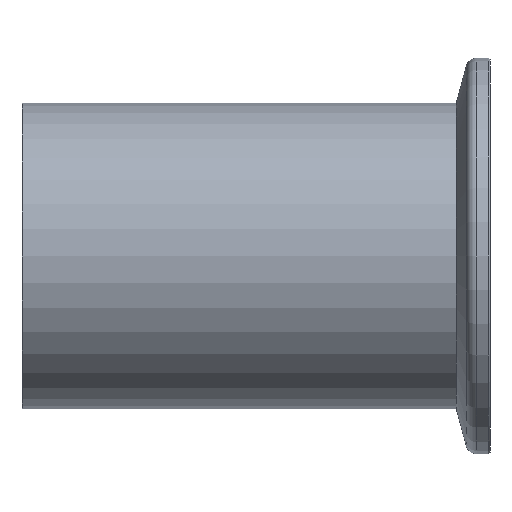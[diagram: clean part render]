
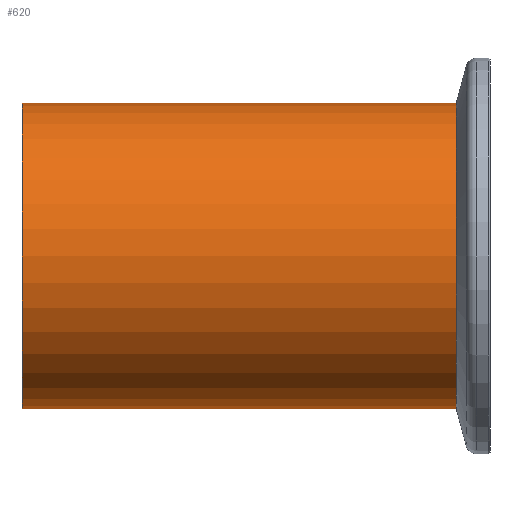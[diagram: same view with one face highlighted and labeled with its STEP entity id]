
A CAD part, front view. The second image highlights one B-rep face of the part: STEP entity #620.
In plain terms, the highlighted cylindrical face has radius 21.2 mm (diameter 42.4 mm), a partial arc.
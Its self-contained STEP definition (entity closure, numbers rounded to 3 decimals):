
#12 = DIRECTION ( 'NONE',  ( -1., 0., 0. ) ) ;
#13 = CARTESIAN_POINT ( 'NONE',  ( 30.75, 0., -21.2 ) ) ;
#14 = LINE ( 'NONE', #13, #736 ) ;
#39 = VERTEX_POINT ( 'NONE', #97 ) ;
#40 = DIRECTION ( 'NONE',  ( 0., 0., -1. ) ) ;
#42 = DIRECTION ( 'NONE',  ( 1., 0., 0. ) ) ;
#43 = DIRECTION ( 'NONE',  ( 0., 0., 1. ) ) ;
#45 = CARTESIAN_POINT ( 'NONE',  ( -30.75, 0., 0. ) ) ;
#48 = CARTESIAN_POINT ( 'NONE',  ( 30.75, 0., 0. ) ) ;
#51 = FACE_OUTER_BOUND ( 'NONE', #349, .T. ) ;
#53 = CARTESIAN_POINT ( 'NONE',  ( -30.75, 0., 21.2 ) ) ;
#54 = CYLINDRICAL_SURFACE ( 'NONE', #709, 21.2 ) ;
#57 = VERTEX_POINT ( 'NONE', #99 ) ;
#58 = DIRECTION ( 'NONE',  ( -1., 0., 0. ) ) ;
#97 = CARTESIAN_POINT ( 'NONE',  ( -30.75, 0., -21.2 ) ) ;
#99 = CARTESIAN_POINT ( 'NONE',  ( 30.75, 0., 21.2 ) ) ;
#138 = VERTEX_POINT ( 'NONE', #205 ) ;
#171 = VERTEX_POINT ( 'NONE', #53 ) ;
#205 = CARTESIAN_POINT ( 'NONE',  ( 30.75, 0., -21.2 ) ) ;
#288 = DIRECTION ( 'NONE',  ( 0., 0., -1. ) ) ;
#290 = DIRECTION ( 'NONE',  ( 1., 0., 0. ) ) ;
#292 = CARTESIAN_POINT ( 'NONE',  ( 30.75, 0., 0. ) ) ;
#346 = ORIENTED_EDGE ( 'NONE', *, *, #576, .T. ) ;
#349 = EDGE_LOOP ( 'NONE', ( #360, #359, #373, #346 ) ) ;
#359 = ORIENTED_EDGE ( 'NONE', *, *, #580, .F. ) ;
#360 = ORIENTED_EDGE ( 'NONE', *, *, #621, .F. ) ;
#373 = ORIENTED_EDGE ( 'NONE', *, *, #625, .T. ) ;
#427 = LINE ( 'NONE', #549, #698 ) ;
#549 = CARTESIAN_POINT ( 'NONE',  ( 30.75, 0., 21.2 ) ) ;
#554 = DIRECTION ( 'NONE',  ( -1., 0., 0. ) ) ;
#576 = EDGE_CURVE ( 'NONE', #171, #39, #750, .T. ) ;
#580 = EDGE_CURVE ( 'NONE', #57, #138, #754, .T. ) ;
#620 = ADVANCED_FACE ( 'NONE', ( #51 ), #54, .T. ) ;
#621 = EDGE_CURVE ( 'NONE', #138, #39, #14, .T. ) ;
#625 = EDGE_CURVE ( 'NONE', #57, #171, #427, .T. ) ;
#698 = VECTOR ( 'NONE', #554, 1000. ) ;
#709 = AXIS2_PLACEMENT_3D ( 'NONE', #48, #58, #43 ) ;
#736 = VECTOR ( 'NONE', #12, 1000. ) ;
#750 = CIRCLE ( 'NONE', #786, 21.2 ) ;
#754 = CIRCLE ( 'NONE', #782, 21.2 ) ;
#782 = AXIS2_PLACEMENT_3D ( 'NONE', #292, #290, #288 ) ;
#786 = AXIS2_PLACEMENT_3D ( 'NONE', #45, #42, #40 ) ;
